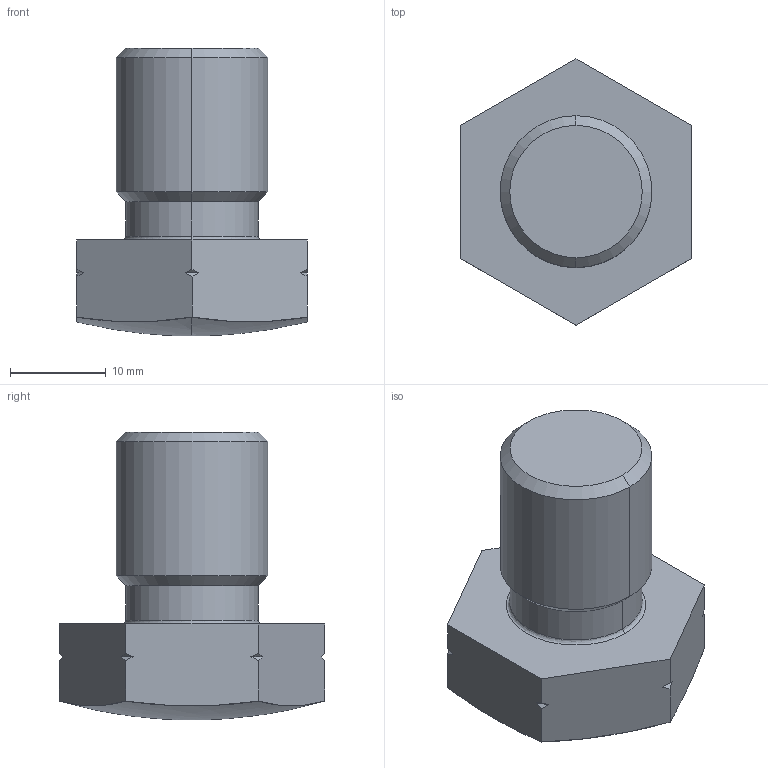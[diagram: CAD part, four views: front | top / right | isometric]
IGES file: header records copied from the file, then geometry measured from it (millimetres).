
Start section:  PTC IGES file: ilcm44211600.igs
Global section: file name: ilcm44211600.igs; native system: Pro/ENGINEER by Parametric Technology Corporation; preprocessor: 2007460; author: kr; organization: Unknown; date: 20121019.141740; units: millimetre
Bounding box: 24 x 27.71 x 30 mm (x, y, z)
Surface area: 3390.5 mm2 (no closed solid volume)
Topology: 0 solids, 0 shells, 34 faces, 242 edges, 308 vertices
Faces by surface type: revolution 26, bspline 8
